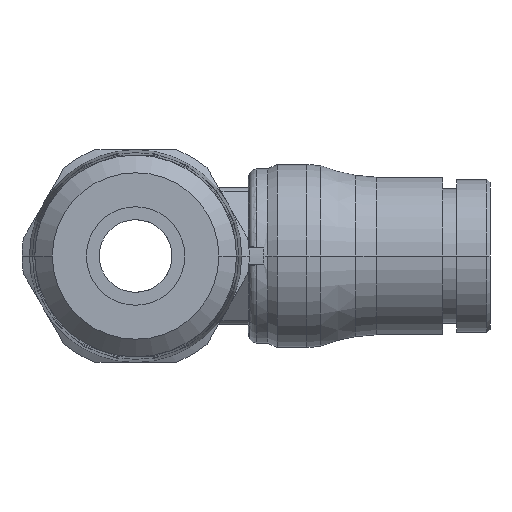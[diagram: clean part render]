
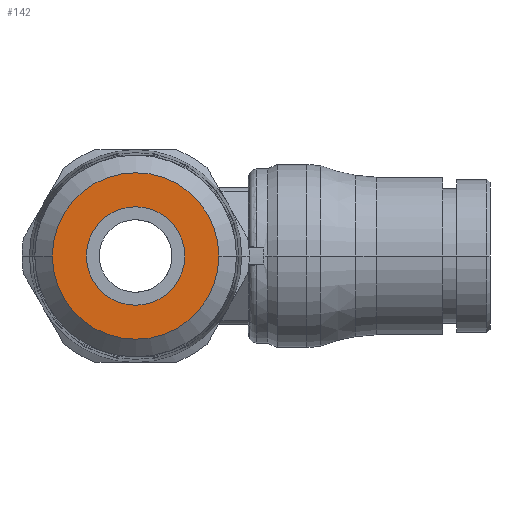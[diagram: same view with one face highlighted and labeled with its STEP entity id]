
A CAD part, left-side view. The second image highlights one B-rep face of the part: STEP entity #142.
In plain terms, the highlighted planar face has unit normal (-1, 0, 0).
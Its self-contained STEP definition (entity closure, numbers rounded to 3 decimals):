
#142=ADVANCED_FACE('',(#459,#460),#461,.T.);
#459=FACE_BOUND('',#902,.T.);
#460=FACE_OUTER_BOUND('',#903,.T.);
#461=PLANE('',#904);
#902=EDGE_LOOP('',(#1865,#1866));
#903=EDGE_LOOP('',(#1867,#1868));
#904=AXIS2_PLACEMENT_3D('',#1869,#1870,#1871);
#1865=ORIENTED_EDGE('',*,*,#3152,.T.);
#1866=ORIENTED_EDGE('',*,*,#3035,.T.);
#1867=ORIENTED_EDGE('',*,*,#3017,.F.);
#1868=ORIENTED_EDGE('',*,*,#3165,.F.);
#1869=CARTESIAN_POINT('',(-59.971,-2.749,0.0));
#1870=DIRECTION('',(-1.0,0.,-0.0));
#1871=DIRECTION('',(0.,1.0,0.0));
#3017=EDGE_CURVE('',#3686,#3689,#3690,.T.);
#3035=EDGE_CURVE('',#3716,#3720,#3722,.T.);
#3152=EDGE_CURVE('',#3720,#3716,#3914,.T.);
#3165=EDGE_CURVE('',#3689,#3686,#3932,.T.);
#3686=VERTEX_POINT('',#4764);
#3689=VERTEX_POINT('',#4768);
#3690=CIRCLE('',#4769,5.498);
#3716=VERTEX_POINT('',#4802);
#3720=VERTEX_POINT('',#4807);
#3722=CIRCLE('',#4810,3.25);
#3914=CIRCLE('',#5300,3.25);
#3932=CIRCLE('',#5318,5.498);
#4764=CARTESIAN_POINT('',(-59.971,-5.498,0.0));
#4768=CARTESIAN_POINT('',(-59.971,5.498,0.));
#4769=AXIS2_PLACEMENT_3D('',#6557,#6558,#6559);
#4802=CARTESIAN_POINT('',(-59.971,0.,-3.25));
#4807=CARTESIAN_POINT('',(-59.971,0.,3.25));
#4810=AXIS2_PLACEMENT_3D('',#6593,#6594,#6595);
#5300=AXIS2_PLACEMENT_3D('',#6784,#6785,#6786);
#5318=AXIS2_PLACEMENT_3D('',#6823,#6824,#6825);
#6557=CARTESIAN_POINT('',(-59.971,0.0,0.0));
#6558=DIRECTION('',(1.0,0.,0.0));
#6559=DIRECTION('',(0.,-1.0,0.0));
#6593=CARTESIAN_POINT('',(-59.971,0.0,0.0));
#6594=DIRECTION('',(1.0,0.,0.0));
#6595=DIRECTION('',(0.0,0.0,-1.0));
#6784=CARTESIAN_POINT('',(-59.971,0.0,0.0));
#6785=DIRECTION('',(1.0,0.,0.0));
#6786=DIRECTION('',(0.0,0.0,-1.0));
#6823=CARTESIAN_POINT('',(-59.971,0.0,0.0));
#6824=DIRECTION('',(1.0,0.,0.0));
#6825=DIRECTION('',(0.,-1.0,0.0));
